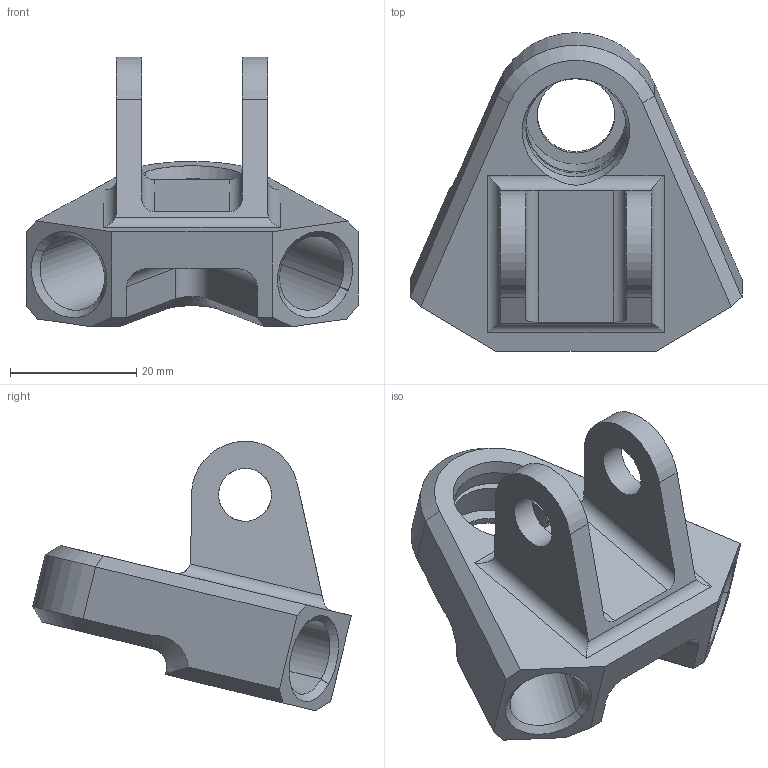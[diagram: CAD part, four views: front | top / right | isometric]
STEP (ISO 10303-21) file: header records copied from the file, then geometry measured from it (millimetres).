
FILE_DESCRIPTION(('CATIA V5 STEP Exchange'),'2;1');
FILE_NAME('insert_roue_avant_superieur.stp','2018-10-22T10:09:47+00:00',('none'),('none'),'CATIA Version 5 Release 19 SP 2 (IN-10)','CATIA V5 STEP AP203','none');
FILE_SCHEMA(('CONFIG_CONTROL_DESIGN'));
Length unit declared in the file: millimetre
Products named in the file (1): Upper front bearing support
Bounding box: 52.7 x 50.58 x 42.78 mm (x, y, z)
Volume: 20475.5 mm3; surface area: 9375.6 mm2
Topology: 1 solids, 1 shells, 90 faces, 227 edges, 141 vertices
Faces by surface type: plane 37, cylinder 29, cone 20, bspline 2, sphere 2
Entity records: 3055 total; most frequent: CARTESIAN_POINT 985, ORIENTED_EDGE 450, DIRECTION 344, EDGE_CURVE 225, VERTEX_POINT 141, AXIS2_PLACEMENT_3D 138, VECTOR 125, LINE 125
